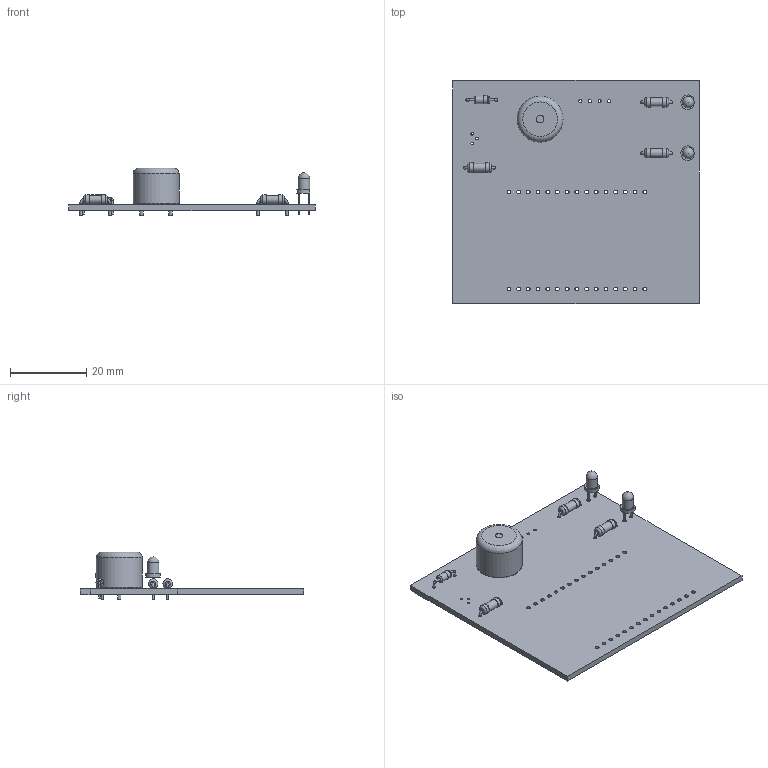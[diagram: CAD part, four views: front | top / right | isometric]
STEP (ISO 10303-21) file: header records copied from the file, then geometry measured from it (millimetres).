
FILE_DESCRIPTION(('KiCad electronic assembly'),'2;1');
FILE_NAME('Proyecto.step','2025-11-27T16:51:38',('Pcbnew'),('Kicad'), 'Open CASCADE STEP processor 7.9','KiCad to STEP converter','Unknown' );
FILE_SCHEMA(('AUTOMOTIVE_DESIGN { 1 0 10303 214 1 1 1 1 }'));
Length unit declared in the file: millimetre
Products named in the file (6): Proyecto 1; R_Axial_DIN0207_L6.3mm_D2.5mm_P7.62mm_Horizontal; LED_D3.0mm; Buzzer_12x9.5RM7.6; D_DO-35_SOD27_P7.62mm_Horizontal; Proyecto_PCB
Assembly tree (8 placements, depth 2):
  Proyecto 1
    R_Axial_DIN0207_L6.3mm_D2.5mm_P7.62mm_Horizontal  x3
    LED_D3.0mm  x2
    Buzzer_12x9.5RM7.6
    D_DO-35_SOD27_P7.62mm_Horizontal
    Proyecto_PCB
Bounding box: 64.52 x 58.42 x 12.53 mm (x, y, z)
Volume: 6881.1 mm3; surface area: 9071.3 mm2
Topology: 9 solids, 9 shells, 167 faces, 364 edges, 234 vertices
Faces by surface type: cylinder 80, plane 65, torus 20, sphere 2
Full cylindrical faces by diameter (mm): 0.5 x3, 0.6 x6, 0.68 x3, 0.76 x1, 0.762 x3, 0.8 x8, 0.9 x6, 1 x32, 2 x3, 2.02 x1, 2.25 x3, 2.5 x6, 3 x2, 12 x1
Entity records: 4608 total; most frequent: CARTESIAN_POINT 929, DIRECTION 699, ORIENTED_EDGE 564, AXIS2_PLACEMENT_3D 289, EDGE_CURVE 282, FACE_BOUND 235, EDGE_LOOP 235, VERTEX_POINT 185
